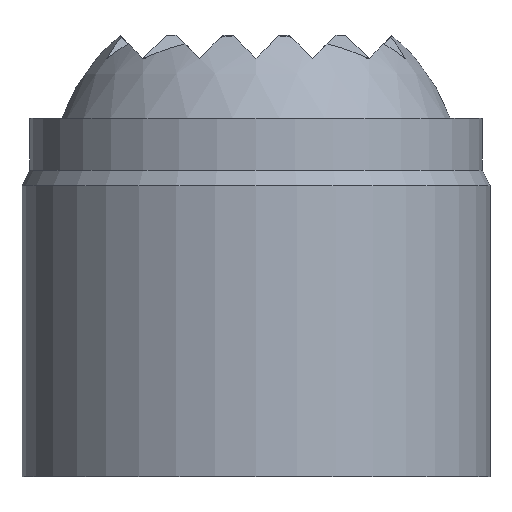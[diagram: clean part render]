
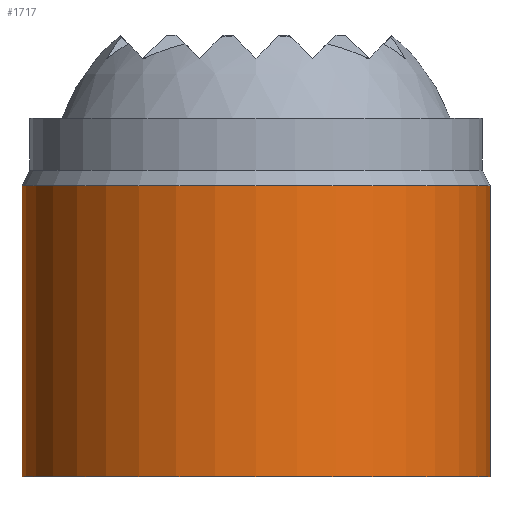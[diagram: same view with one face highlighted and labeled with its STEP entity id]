
A CAD part, front view. The second image highlights one B-rep face of the part: STEP entity #1717.
In plain terms, the highlighted cylindrical face has radius 9 mm (diameter 18 mm), a partial arc.
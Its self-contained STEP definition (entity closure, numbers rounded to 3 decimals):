
#1191=EDGE_CURVE('',#1703,#1673,#2441,.T.);
#1255=EDGE_CURVE('',#1703,#1439,#2512,.T.);
#1439=VERTEX_POINT('',#2719);
#1635=EDGE_CURVE('',#1439,#1721,#2942,.T.);
#1673=VERTEX_POINT('',#2983);
#1703=VERTEX_POINT('',#3017);
#1717=ADVANCED_FACE('',(#3033),#3034,.T.);
#1721=VERTEX_POINT('',#3038);
#1765=EDGE_CURVE('',#1721,#1673,#3085,.T.);
#2441=CIRCLE('',#4002,9.);
#2512=LINE('',#4107,#4108);
#2719=CARTESIAN_POINT('',(-9.,0.,0.));
#2942=CIRCLE('',#4696,9.);
#2983=CARTESIAN_POINT('',(9.0,0.,11.2));
#3017=CARTESIAN_POINT('',(-9.,0.,11.2));
#3033=FACE_OUTER_BOUND('',#4822,.T.);
#3034=CYLINDRICAL_SURFACE('',#4823,9.);
#3038=CARTESIAN_POINT('',(9.0,0.,0.));
#3085=LINE('',#4891,#4892);
#4002=AXIS2_PLACEMENT_3D('',#5686,#5687,#5688);
#4107=CARTESIAN_POINT('',(-9.,0.,5.6));
#4108=VECTOR('',#5763,1.0);
#4696=AXIS2_PLACEMENT_3D('',#6301,#6302,#6303);
#4822=EDGE_LOOP('',(#6410,#6411,#6412,#6413));
#4823=AXIS2_PLACEMENT_3D('',#6414,#6415,#6416);
#4891=CARTESIAN_POINT('',(9.0,0.,5.6));
#4892=VECTOR('',#6458,1.0);
#5686=CARTESIAN_POINT('',(0.,0.,11.2));
#5687=DIRECTION('',(0.,0.,1.0));
#5688=DIRECTION('',(1.0,0.,0.));
#5763=DIRECTION('',(0.,0.,-1.0));
#6301=CARTESIAN_POINT('',(0.,0.,0.));
#6302=DIRECTION('',(0.,0.,1.0));
#6303=DIRECTION('',(1.0,0.,0.));
#6410=ORIENTED_EDGE('',*,*,#1765,.T.);
#6411=ORIENTED_EDGE('',*,*,#1191,.F.);
#6412=ORIENTED_EDGE('',*,*,#1255,.T.);
#6413=ORIENTED_EDGE('',*,*,#1635,.T.);
#6414=CARTESIAN_POINT('',(0.,0.,5.6));
#6415=DIRECTION('',(0.,0.,-1.0));
#6416=DIRECTION('',(1.0,0.,0.));
#6458=DIRECTION('',(0.,0.,1.0));
